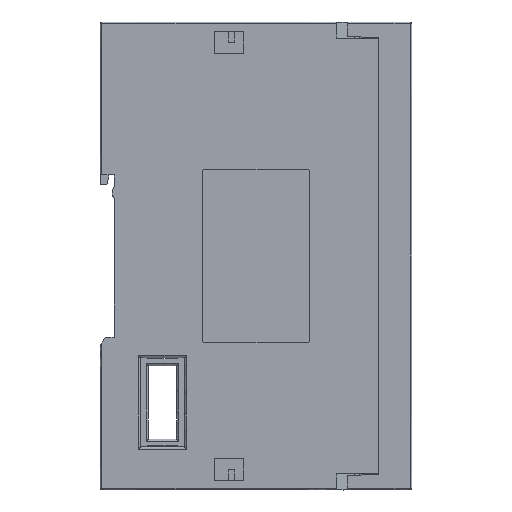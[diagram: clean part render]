
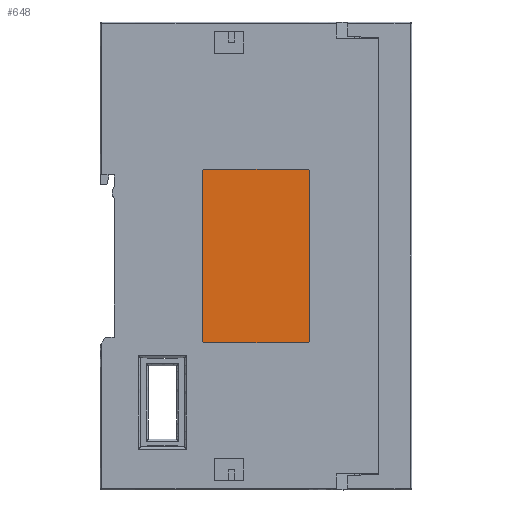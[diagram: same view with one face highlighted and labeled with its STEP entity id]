
A CAD part, left-side view. The second image highlights one B-rep face of the part: STEP entity #648.
In plain terms, the highlighted planar face has unit normal (-1, 0, 0).
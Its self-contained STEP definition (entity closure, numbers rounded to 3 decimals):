
#648=ADVANCED_FACE('',(#1825),#19333,.T.);
#1825=FACE_OUTER_BOUND('',#3033,.T.);
#3033=EDGE_LOOP('',(#6526,#6527,#6528,#6529,#6530,#6531,#6532,#6533));
#6526=ORIENTED_EDGE('',*,*,#11702,.F.);
#6527=ORIENTED_EDGE('',*,*,#11706,.F.);
#6528=ORIENTED_EDGE('',*,*,#11720,.F.);
#6529=ORIENTED_EDGE('',*,*,#11710,.F.);
#6530=ORIENTED_EDGE('',*,*,#11721,.F.);
#6531=ORIENTED_EDGE('',*,*,#11714,.F.);
#6532=ORIENTED_EDGE('',*,*,#11722,.F.);
#6533=ORIENTED_EDGE('',*,*,#11718,.F.);
#11702=EDGE_CURVE('',#17799,#17800,#16683,.T.);
#11706=EDGE_CURVE('',#17803,#17799,#14561,.T.);
#11710=EDGE_CURVE('',#17807,#17805,#14564,.T.);
#11714=EDGE_CURVE('',#17811,#17809,#14567,.T.);
#11718=EDGE_CURVE('',#17800,#17813,#14569,.T.);
#11720=EDGE_CURVE('',#17805,#17803,#16690,.T.);
#11721=EDGE_CURVE('',#17809,#17807,#16691,.T.);
#11722=EDGE_CURVE('',#17813,#17811,#16692,.T.);
#14561=B_SPLINE_CURVE_WITH_KNOTS('',1,(#35498,#35499),.UNSPECIFIED.,.F.,
 .F.,(2,2),(63.5,86.5),.UNSPECIFIED.);
#14564=B_SPLINE_CURVE_WITH_KNOTS('',1,(#35508,#35509),.UNSPECIFIED.,.F.,
 .F.,(2,2),(150.5,188.5),.UNSPECIFIED.);
#14567=B_SPLINE_CURVE_WITH_KNOTS('',1,(#35518,#35519),.UNSPECIFIED.,.F.,
 .F.,(2,2),(126.5,149.5),.UNSPECIFIED.);
#14569=B_SPLINE_CURVE_WITH_KNOTS('',1,(#35529,#35530),.UNSPECIFIED.,.F.,
 .F.,(2,2),(87.5,125.5),.UNSPECIFIED.);
#16683=(
BOUNDED_CURVE()
B_SPLINE_CURVE(2,(#35488,#35489,#35490),.UNSPECIFIED.,.F.,.F.)
B_SPLINE_CURVE_WITH_KNOTS((3,3),(0.,0.785),.UNSPECIFIED.)
CURVE()
GEOMETRIC_REPRESENTATION_ITEM()
RATIONAL_B_SPLINE_CURVE((1.,0.707,1.))
REPRESENTATION_ITEM('')
);
#16690=(
BOUNDED_CURVE()
B_SPLINE_CURVE(2,(#35535,#35536,#35537),.UNSPECIFIED.,.F.,.F.)
B_SPLINE_CURVE_WITH_KNOTS((3,3),(0.,0.785),.UNSPECIFIED.)
CURVE()
GEOMETRIC_REPRESENTATION_ITEM()
RATIONAL_B_SPLINE_CURVE((1.,0.707,1.))
REPRESENTATION_ITEM('')
);
#16691=(
BOUNDED_CURVE()
B_SPLINE_CURVE(2,(#35538,#35539,#35540),.UNSPECIFIED.,.F.,.F.)
B_SPLINE_CURVE_WITH_KNOTS((3,3),(0.,0.785),.UNSPECIFIED.)
CURVE()
GEOMETRIC_REPRESENTATION_ITEM()
RATIONAL_B_SPLINE_CURVE((1.,0.707,1.))
REPRESENTATION_ITEM('')
);
#16692=(
BOUNDED_CURVE()
B_SPLINE_CURVE(2,(#35541,#35542,#35543),.UNSPECIFIED.,.F.,.F.)
B_SPLINE_CURVE_WITH_KNOTS((3,3),(0.,0.785),.UNSPECIFIED.)
CURVE()
GEOMETRIC_REPRESENTATION_ITEM()
RATIONAL_B_SPLINE_CURVE((1.,0.707,1.))
REPRESENTATION_ITEM('')
);
#17799=VERTEX_POINT('',#33771);
#17800=VERTEX_POINT('',#33772);
#17803=VERTEX_POINT('',#33775);
#17805=VERTEX_POINT('',#33777);
#17807=VERTEX_POINT('',#33779);
#17809=VERTEX_POINT('',#33781);
#17811=VERTEX_POINT('',#33783);
#17813=VERTEX_POINT('',#33785);
#19333=PLANE('',#20530);
#20530=AXIS2_PLACEMENT_3D('',#31548,#21459,$);
#21459=DIRECTION('',(-1.,0.,0.));
#31548=CARTESIAN_POINT('',(-345.603,-71.468,212.686));
#33771=CARTESIAN_POINT('',(-345.603,-97.38,255.598));
#33772=CARTESIAN_POINT('',(-345.603,-97.88,255.098));
#33775=CARTESIAN_POINT('',(-345.603,-74.38,255.598));
#33777=CARTESIAN_POINT('',(-345.603,-73.88,255.098));
#33779=CARTESIAN_POINT('',(-345.603,-73.88,217.098));
#33781=CARTESIAN_POINT('',(-345.603,-74.38,216.598));
#33783=CARTESIAN_POINT('',(-345.603,-97.38,216.598));
#33785=CARTESIAN_POINT('',(-345.603,-97.88,217.098));
#35488=CARTESIAN_POINT('',(-345.603,-97.38,255.598));
#35489=CARTESIAN_POINT('',(-345.603,-97.88,255.598));
#35490=CARTESIAN_POINT('',(-345.603,-97.88,255.098));
#35498=CARTESIAN_POINT('',(-345.603,-74.38,255.598));
#35499=CARTESIAN_POINT('',(-345.603,-97.38,255.598));
#35508=CARTESIAN_POINT('',(-345.603,-73.88,217.098));
#35509=CARTESIAN_POINT('',(-345.603,-73.88,255.098));
#35518=CARTESIAN_POINT('',(-345.603,-97.38,216.598));
#35519=CARTESIAN_POINT('',(-345.603,-74.38,216.598));
#35529=CARTESIAN_POINT('',(-345.603,-97.88,255.098));
#35530=CARTESIAN_POINT('',(-345.603,-97.88,217.098));
#35535=CARTESIAN_POINT('',(-345.603,-73.88,255.098));
#35536=CARTESIAN_POINT('',(-345.603,-73.88,255.598));
#35537=CARTESIAN_POINT('',(-345.603,-74.38,255.598));
#35538=CARTESIAN_POINT('',(-345.603,-74.38,216.598));
#35539=CARTESIAN_POINT('',(-345.603,-73.88,216.598));
#35540=CARTESIAN_POINT('',(-345.603,-73.88,217.098));
#35541=CARTESIAN_POINT('',(-345.603,-97.88,217.098));
#35542=CARTESIAN_POINT('',(-345.603,-97.88,216.598));
#35543=CARTESIAN_POINT('',(-345.603,-97.38,216.598));
